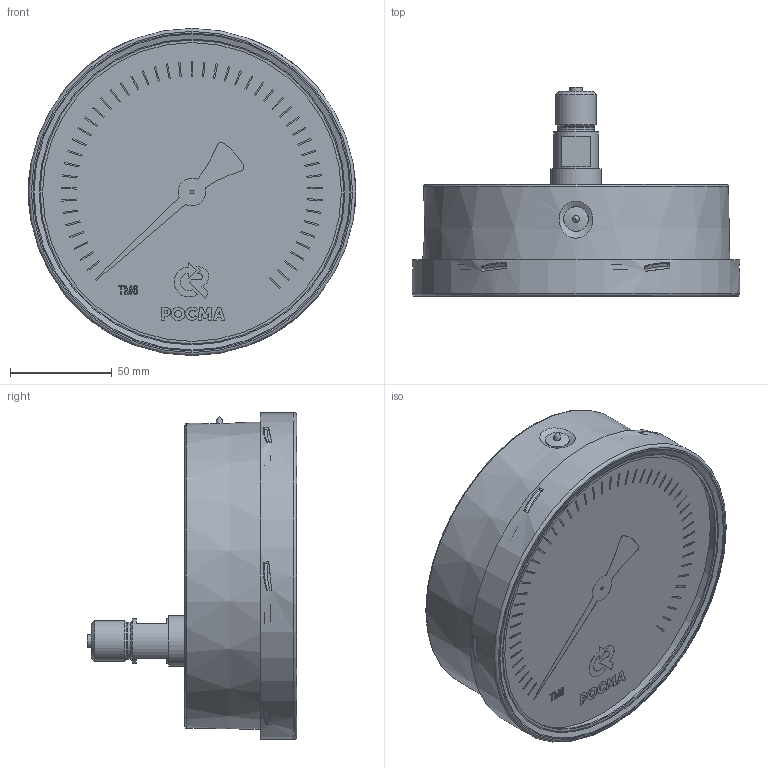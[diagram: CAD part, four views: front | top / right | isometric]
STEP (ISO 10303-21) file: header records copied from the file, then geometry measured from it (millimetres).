
FILE_DESCRIPTION(/* description */ ('ТМ-621ТЭ'),/* implementation_level */ '2;1');
FILE_NAME(/* name */ 'ТМ-621ТЭ.stp',/* time_stamp */ '2023-07-11T13:09:58+03:00',/* author */ ('Tech'),/* organization */ (''),/* preprocessor_version */ 'ST-DEVELOPER v18.1',/* originating_system */ 'Autodesk Inventor 2021',/* authorisation */ '');
FILE_SCHEMA (('AUTOMOTIVE_DESIGN { 1 0 10303 214 3 1 1 }'));
Length unit declared in the file: millimetre
Products named in the file (1): ТМ-621ТЭ
Bounding box: 161 x 102.98 x 161 mm (x, y, z)
Volume: 1062974.2 mm3; surface area: 173434.4 mm2
Topology: 10 solids, 10 shells, 560 faces, 1395 edges, 932 vertices
Faces by surface type: plane 417, cylinder 69, bspline 46, torus 19, cone 8, sphere 1
Full cylindrical faces by diameter (mm): 1.568 x1, 3.315 x1, 4.2 x1, 6 x1, 6.562 x1, 8 x1, 10 x1, 12 x1, 17.8 x1, 20 x1, 22 x1, 25 x1, 147 x1, 149.466 x1, 150.968 x1, 159.4 x1, 161 x1
Entity records: 17963 total; most frequent: CARTESIAN_POINT 4772, ORIENTED_EDGE 2764, DIRECTION 2533, EDGE_CURVE 1382, VERTEX_POINT 926, LINE 921, VECTOR 921, AXIS2_PLACEMENT_3D 806
